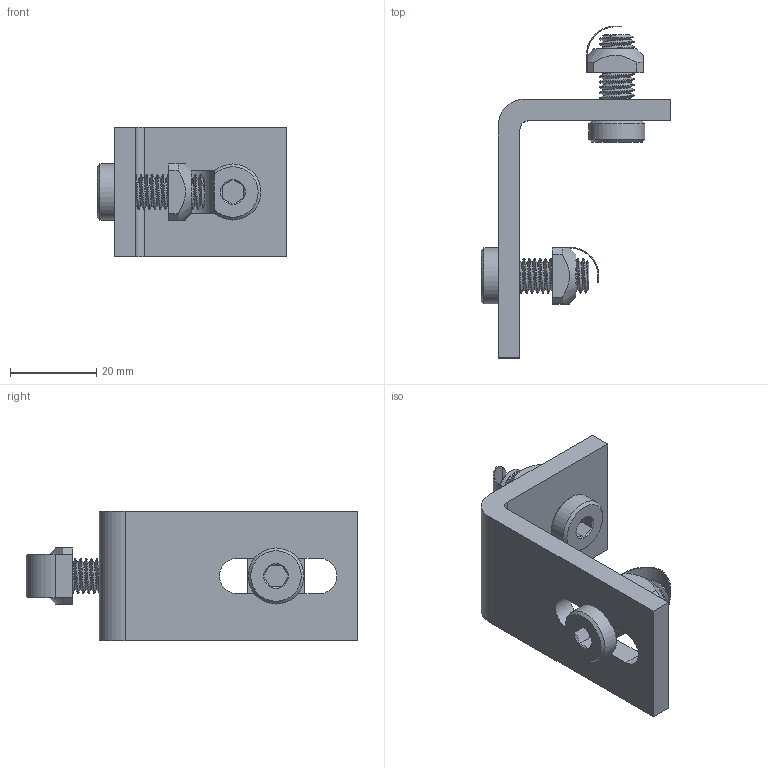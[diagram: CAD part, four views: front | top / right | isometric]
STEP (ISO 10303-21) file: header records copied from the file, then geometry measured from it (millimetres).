
FILE_DESCRIPTION(/* description */ (''),/* implementation_level */ '2;1');
FILE_NAME(/* name */ '41-420-1 v6.step',/* time_stamp */ '2020-10-07T16:50:11-04:00',/* author */ (''),/* organization */ (''),/* preprocessor_version */ 'ST-DEVELOPER v18.1',/* originating_system */ 'Autodesk Translation Framework v9.3.0.1241',/* authorisation */ '');
FILE_SCHEMA (('AUTOMOTIVE_DESIGN { 1 0 10303 214 3 1 1 }'));
Length unit declared in the file: millimetre
Products named in the file (6): 41-420-1; M8x20LHSCS-0 v1; 92855A719; M8x20LHSCS-0 v1 (1); 92855A719 (1); M8S-PF v3
Assembly tree (6 placements, depth 3):
  41-420-1
    M8x20LHSCS-0 v1
      92855A719
    M8S-PF v3  x2
    M8x20LHSCS-0 v1 (1)
      92855A719 (1)
Bounding box: 44 x 76.97 x 30 mm (x, y, z)
Volume: 16672.8 mm3; surface area: 11071.7 mm2
Topology: 5 solids, 5 shells, 201 faces, 525 edges, 338 vertices
Faces by surface type: cylinder 101, plane 68, cone 24, bspline 8
Full cylindrical faces by diameter (mm): 6.376 x30, 6.779 x2, 8 x30, 8.17 x2, 8.2 x1, 13 x2
Entity records: 11998 total; most frequent: CARTESIAN_POINT 8190, ORIENTED_EDGE 850, DIRECTION 632, EDGE_CURVE 425, VERTEX_POINT 273, AXIS2_PLACEMENT_3D 231, EDGE_LOOP 174, B_SPLINE_CURVE_WITH_KNOTS 172
